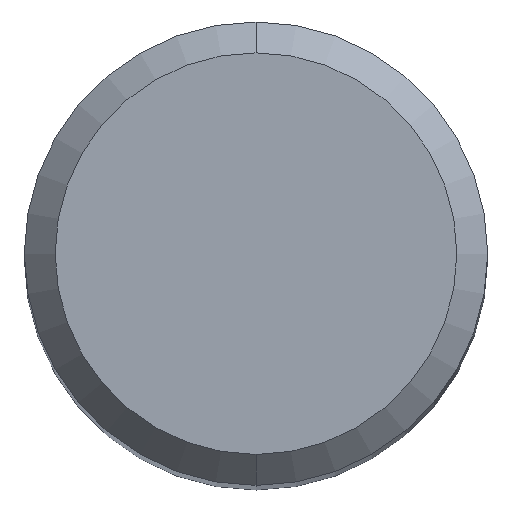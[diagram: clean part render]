
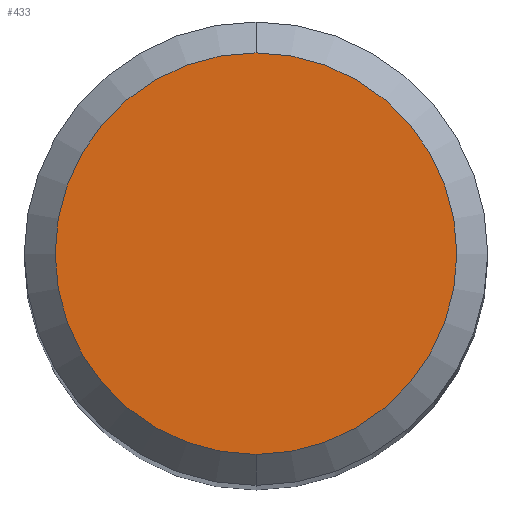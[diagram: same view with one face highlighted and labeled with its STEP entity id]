
A CAD part, top view. The second image highlights one B-rep face of the part: STEP entity #433.
In plain terms, the highlighted planar face has unit normal (0, 0, 1).
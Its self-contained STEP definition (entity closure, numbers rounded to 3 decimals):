
#181=VERTEX_POINT('',#475);
#327=VERTEX_POINT('',#634);
#347=EDGE_CURVE('',#181,#327,#654,.T.);
#369=EDGE_CURVE('',#327,#181,#680,.T.);
#433=ADVANCED_FACE('',(#751),#752,.T.);
#475=CARTESIAN_POINT('',(0.,-2.6,0.0));
#634=CARTESIAN_POINT('',(0.0,2.6,0.0));
#654=CIRCLE('',#1191,2.6);
#680=CIRCLE('',#1231,2.6);
#751=FACE_OUTER_BOUND('',#1342,.T.);
#752=PLANE('',#1343);
#1191=AXIS2_PLACEMENT_3D('',#1571,#1572,#1573);
#1231=AXIS2_PLACEMENT_3D('',#1615,#1616,#1617);
#1342=EDGE_LOOP('',(#1707,#1708));
#1343=AXIS2_PLACEMENT_3D('',#1709,#1710,#1711);
#1571=CARTESIAN_POINT('',(0.0,0.0,0.0));
#1572=DIRECTION('',(0.0,0.0,-1.0));
#1573=DIRECTION('',(0.0,1.0,0.0));
#1615=CARTESIAN_POINT('',(0.0,0.0,0.0));
#1616=DIRECTION('',(0.0,0.0,-1.0));
#1617=DIRECTION('',(0.0,1.0,0.0));
#1707=ORIENTED_EDGE('',*,*,#369,.F.);
#1708=ORIENTED_EDGE('',*,*,#347,.F.);
#1709=CARTESIAN_POINT('',(0.0,1.3,0.0));
#1710=DIRECTION('',(-0.0,0.0,1.0));
#1711=DIRECTION('',(0.0,-1.0,0.0));
